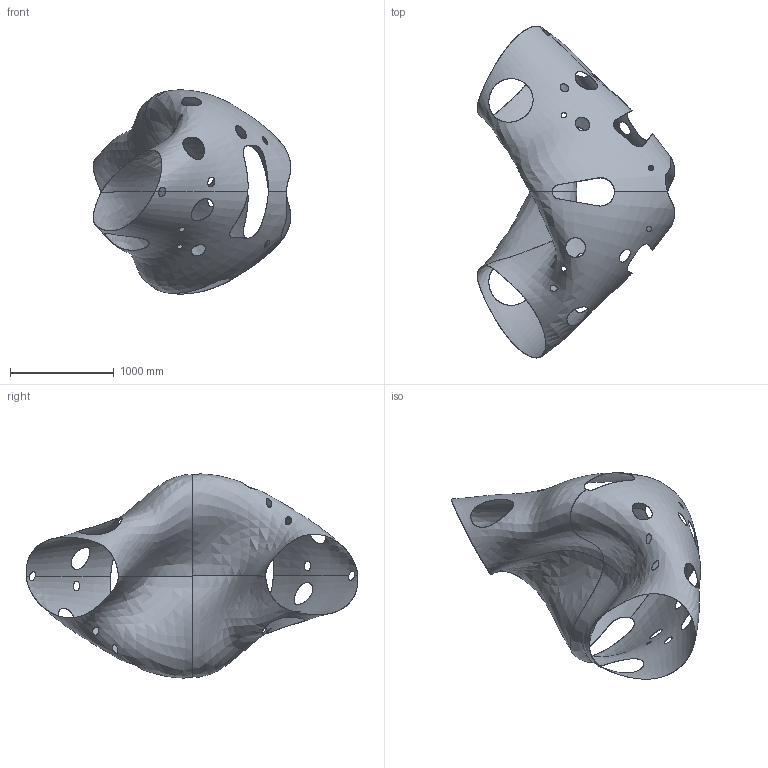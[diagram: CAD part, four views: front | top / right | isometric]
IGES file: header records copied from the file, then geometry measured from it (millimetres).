
Start section: .
Global section: file name: FOR DOUG.MC9; native system: MASTERCAM; preprocessor: 1; date: 050830.105229; units: inch
Bounding box: 1899.57 x 3195.25 x 1964.7 mm (x, y, z)
Surface area: 11391261 mm2 (no closed solid volume)
Topology: 0 solids, 0 shells, 4 faces, 17686 edges, 23165 vertices
Faces by surface type: bspline 4
